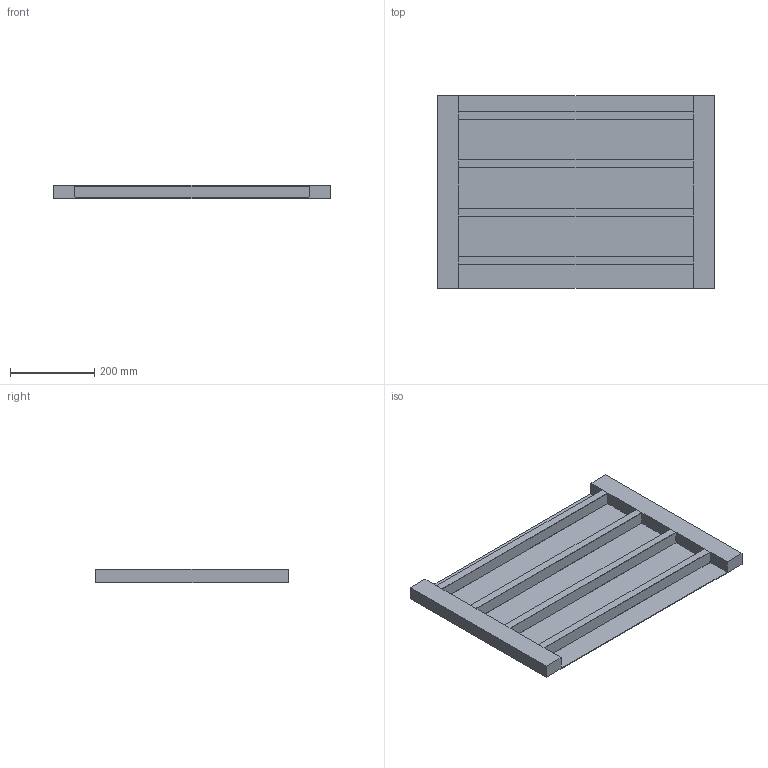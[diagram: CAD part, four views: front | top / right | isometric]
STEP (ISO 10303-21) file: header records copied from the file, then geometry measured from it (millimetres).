
FILE_DESCRIPTION(/* description */ (''),/* implementation_level */ '2;1');
FILE_NAME(/* name */ 'PlanePlate',/* time_stamp */ '2023-05-15T09:46:26+08:00',/* author */ (''),/* organization */ (''),/* preprocessor_version */ 'ST-DEVELOPER v16.5',/* originating_system */ 'Rhino 7.28',/* authorisation */ '');
FILE_SCHEMA (('CONFIG_CONTROL_DESIGN'));
Length unit declared in the file: millimetre
Products named in the file (1): Document
Bounding box: 656 x 456 x 32.1 mm (x, y, z)
Volume: 2112100.5 mm3; surface area: 874191.8 mm2
Topology: 1 solids, 1 shells, 56 faces, 138 edges, 84 vertices
Faces by surface type: plane 56
Entity records: 1482 total; most frequent: CARTESIAN_POINT 418, ORIENTED_EDGE 276, EDGE_CURVE 138, B_SPLINE_CURVE_WITH_KNOTS 138, VERTEX_POINT 84, DIRECTION 60, AXIS2_PLACEMENT_3D 58, ADVANCED_FACE 56
